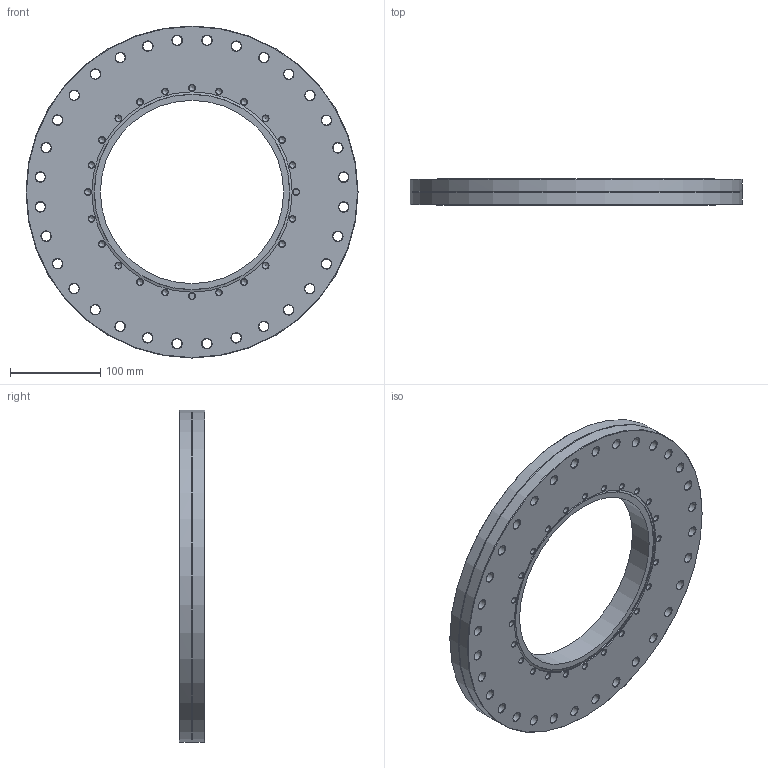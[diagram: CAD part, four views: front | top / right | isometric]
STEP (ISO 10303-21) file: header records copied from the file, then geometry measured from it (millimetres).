
FILE_DESCRIPTION(/* description */ (''),/* implementation_level */ '2;1');
FILE_NAME(/* name */ 'FL-Z300-200.stp',/* time_stamp */ '2023-10-25T14:52:59+01:00',/* author */ ('PaulJarvis'),/* organization */ (''),/* preprocessor_version */ 'ST-DEVELOPER v19.2',/* originating_system */ 'Autodesk Inventor 2023',/* authorisation */ '');
FILE_SCHEMA (('AUTOMOTIVE_DESIGN { 1 0 10303 214 3 1 1 }'));
Length unit declared in the file: millimetre
Products named in the file (1): FL-Z300-200
Bounding box: 368.3 x 28.5 x 368.3 mm (x, y, z)
Volume: 1947120.6 mm3; surface area: 233571.2 mm2
Topology: 1 solids, 1 shells, 279 faces, 744 edges, 476 vertices
Faces by surface type: cone 119, cylinder 71, plane 47, bspline 41, torus 1
Full cylindrical faces by diameter (mm): 6.647 x24, 10.8 x32, 203.2 x1, 222.2 x1, 326.4 x1, 368.3 x2
Entity records: 10717 total; most frequent: CARTESIAN_POINT 3682, DIRECTION 1445, ORIENTED_EDGE 1440, EDGE_CURVE 720, AXIS2_PLACEMENT_3D 578, VERTEX_POINT 476, EDGE_LOOP 378, CIRCLE 315
